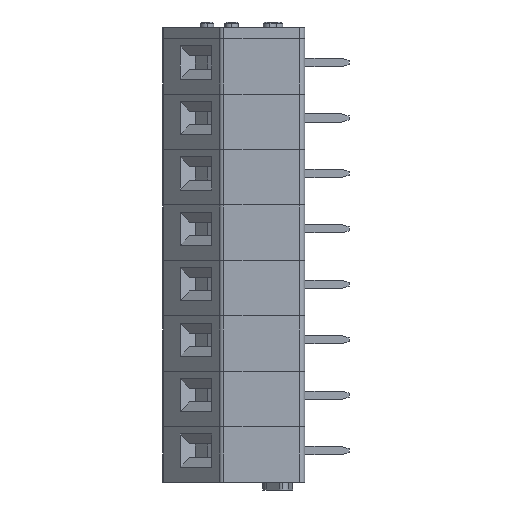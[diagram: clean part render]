
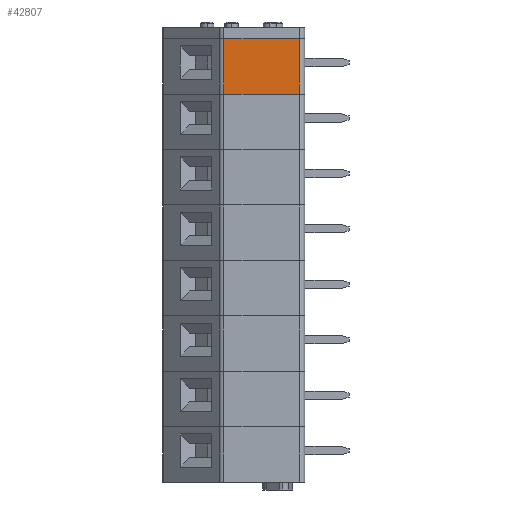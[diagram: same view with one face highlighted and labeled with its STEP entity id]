
A CAD part, left-side view. The second image highlights one B-rep face of the part: STEP entity #42807.
In plain terms, the highlighted planar face has unit normal (-1, 0, 0).
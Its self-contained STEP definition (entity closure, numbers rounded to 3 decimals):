
#52 = VECTOR ( 'NONE', #32994, 1000. ) ;
#721 = CARTESIAN_POINT ( 'NONE',  ( 0., 7.293, 0. ) ) ;
#4080 = CARTESIAN_POINT ( 'NONE',  ( 0., 7.293, 5. ) ) ;
#5065 = PLANE ( 'NONE',  #42774 ) ;
#6395 = CARTESIAN_POINT ( 'NONE',  ( 0., 0.5, 0. ) ) ;
#6922 = ORIENTED_EDGE ( 'NONE', *, *, #35914, .F. ) ;
#7309 = CARTESIAN_POINT ( 'NONE',  ( 0., 0.5, 5. ) ) ;
#9336 = DIRECTION ( 'NONE',  ( 0., -1., 0. ) ) ;
#12945 = DIRECTION ( 'NONE',  ( -1., 0., 0. ) ) ;
#13625 = VERTEX_POINT ( 'NONE', #4080 ) ;
#13722 = VECTOR ( 'NONE', #43448, 1000. ) ;
#15112 = EDGE_CURVE ( 'NONE', #25632, #17746, #31240, .T. ) ;
#15535 = DIRECTION ( 'NONE',  ( 0., -1., 0. ) ) ;
#17746 = VERTEX_POINT ( 'NONE', #7309 ) ;
#18652 = LINE ( 'NONE', #29304, #13722 ) ;
#20425 = VECTOR ( 'NONE', #45353, 1000. ) ;
#20758 = ORIENTED_EDGE ( 'NONE', *, *, #15112, .T. ) ;
#21575 = EDGE_CURVE ( 'NONE', #21627, #25632, #33948, .T. ) ;
#21627 = VERTEX_POINT ( 'NONE', #31350 ) ;
#22235 = CARTESIAN_POINT ( 'NONE',  ( 0., 0.5, 0. ) ) ;
#24538 = ORIENTED_EDGE ( 'NONE', *, *, #21575, .T. ) ;
#25632 = VERTEX_POINT ( 'NONE', #22235 ) ;
#26643 = FACE_OUTER_BOUND ( 'NONE', #29500, .T. ) ;
#26948 = CARTESIAN_POINT ( 'NONE',  ( 0., 7.293, 0. ) ) ;
#29304 = CARTESIAN_POINT ( 'NONE',  ( 0., 7.293, 5. ) ) ;
#29500 = EDGE_LOOP ( 'NONE', ( #20758, #30640, #6922, #24538 ) ) ;
#30196 = VECTOR ( 'NONE', #9336, 1000. ) ;
#30640 = ORIENTED_EDGE ( 'NONE', *, *, #39255, .T. ) ;
#31240 = LINE ( 'NONE', #6395, #20425 ) ;
#31350 = CARTESIAN_POINT ( 'NONE',  ( 0., 7.293, 0. ) ) ;
#32529 = LINE ( 'NONE', #721, #52 ) ;
#32994 = DIRECTION ( 'NONE',  ( 0., 0., 1. ) ) ;
#33948 = LINE ( 'NONE', #26948, #30196 ) ;
#35914 = EDGE_CURVE ( 'NONE', #21627, #13625, #32529, .T. ) ;
#39255 = EDGE_CURVE ( 'NONE', #17746, #13625, #18652, .T. ) ;
#42774 = AXIS2_PLACEMENT_3D ( 'NONE', #44704, #12945, #15535 ) ;
#42807 = ADVANCED_FACE ( 'NONE', ( #26643 ), #5065, .T. ) ;
#43448 = DIRECTION ( 'NONE',  ( 0., 1., 0. ) ) ;
#44704 = CARTESIAN_POINT ( 'NONE',  ( 0., 7.293, 0. ) ) ;
#45353 = DIRECTION ( 'NONE',  ( 0., 0., 1. ) ) ;
